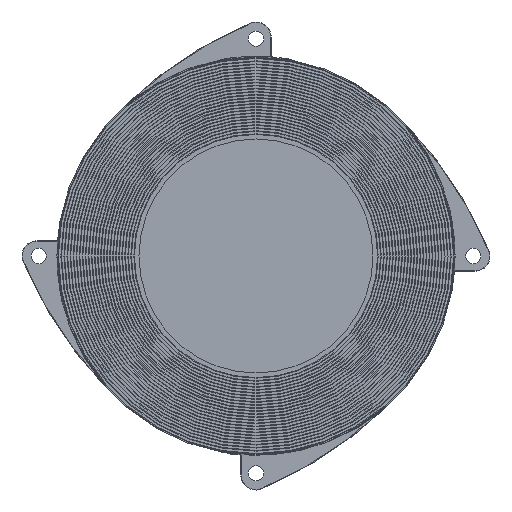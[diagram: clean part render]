
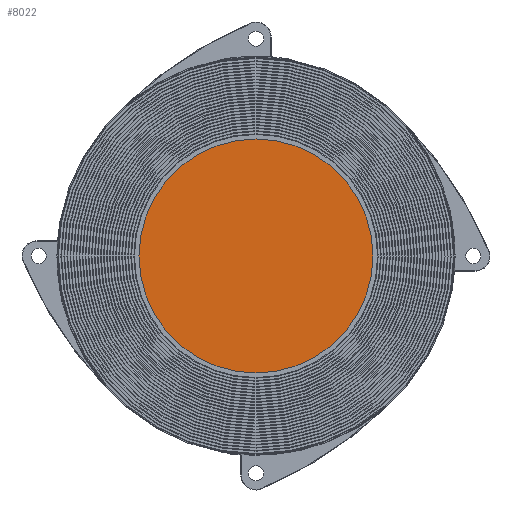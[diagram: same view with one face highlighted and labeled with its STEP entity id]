
A CAD part, front view. The second image highlights one B-rep face of the part: STEP entity #8022.
In plain terms, the highlighted planar face has unit normal (0, -1, 0).
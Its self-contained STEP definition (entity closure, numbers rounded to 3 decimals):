
#1177 = EDGE_CURVE ( 'NONE', #6428, #6427, #7256, .T. ) ;
#4765 = CARTESIAN_POINT ( 'NONE',  ( 0., 1., 0. ) ) ;
#5590 = DIRECTION ( 'NONE',  ( 0., 0., 1. ) ) ;
#5594 = DIRECTION ( 'NONE',  ( 0., 1., 0. ) ) ;
#5601 = FACE_OUTER_BOUND ( 'NONE', #12105, .T. ) ;
#5608 = PLANE ( 'NONE',  #16908 ) ;
#6261 = DIRECTION ( 'NONE',  ( 0., 0., -1. ) ) ;
#6262 = DIRECTION ( 'NONE',  ( 0., -1., 0. ) ) ;
#6263 = CARTESIAN_POINT ( 'NONE',  ( 0., 1., 0. ) ) ;
#6427 = VERTEX_POINT ( 'NONE', #8465 ) ;
#6428 = VERTEX_POINT ( 'NONE', #8440 ) ;
#6782 = AXIS2_PLACEMENT_3D ( 'NONE', #6263, #6262, #6261 ) ;
#7018 = CIRCLE ( 'NONE', #7037, 38.5 ) ;
#7037 = AXIS2_PLACEMENT_3D ( 'NONE', #14818, #14817, #14816 ) ;
#7256 = CIRCLE ( 'NONE', #6782, 38.5 ) ;
#7552 = EDGE_CURVE ( 'NONE', #6427, #6428, #7018, .T. ) ;
#8022 = ADVANCED_FACE ( 'NONE', ( #5601 ), #5608, .F. ) ;
#8440 = CARTESIAN_POINT ( 'NONE',  ( 0., 1., 38.5 ) ) ;
#8465 = CARTESIAN_POINT ( 'NONE',  ( 0., 1., -38.5 ) ) ;
#12105 = EDGE_LOOP ( 'NONE', ( #17662, #17661 ) ) ;
#14816 = DIRECTION ( 'NONE',  ( 0., 0., -1. ) ) ;
#14817 = DIRECTION ( 'NONE',  ( 0., -1., 0. ) ) ;
#14818 = CARTESIAN_POINT ( 'NONE',  ( 0., 1., 0. ) ) ;
#16908 = AXIS2_PLACEMENT_3D ( 'NONE', #4765, #5594, #5590 ) ;
#17661 = ORIENTED_EDGE ( 'NONE', *, *, #1177, .T. ) ;
#17662 = ORIENTED_EDGE ( 'NONE', *, *, #7552, .T. ) ;
